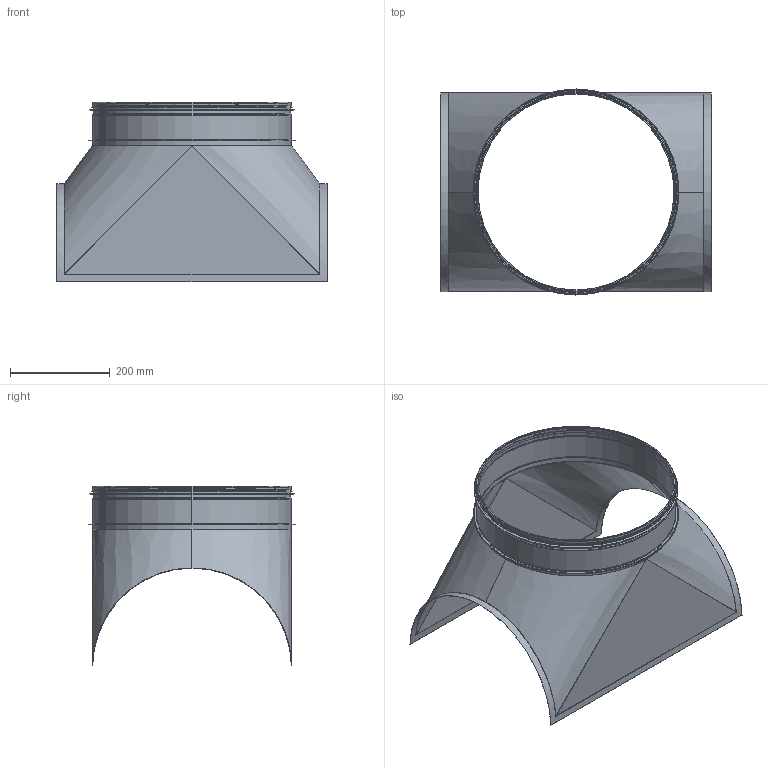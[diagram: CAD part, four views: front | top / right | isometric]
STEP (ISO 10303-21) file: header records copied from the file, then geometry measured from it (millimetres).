
FILE_DESCRIPTION((''),'2;1');
FILE_NAME('HPSR_400-400.stp','2014-02-24T12:46:28',(''),(''),'Autodesk Inventor 2013','Autodesk Inventor 2013','');
FILE_SCHEMA(('AUTOMOTIVE_DESIGN { 1 2 10303 214 0 1 1 1 }'));
Length unit declared in the file: millimetre
Products named in the file (5): HPSR_400-400; HPSRRörämne_400-400; StosMedFals-400; StosMedFalsRörämne-400; 999009
Assembly tree (4 placements, depth 3):
  HPSR_400-400
    HPSRRörämne_400-400
    StosMedFals-400
      StosMedFalsRörämne-400
      999009
Bounding box: 542 x 413.3 x 359.53 mm (x, y, z)
Volume: 293274.4 mm3; surface area: 1071283.9 mm2
Topology: 4 solids, 4 shells, 107 faces, 220 edges, 121 vertices
Faces by surface type: plane 53, cylinder 18, torus 18, bspline 12, cone 6
Full cylindrical faces by diameter (mm): 393 x1, 394 x1, 395.2 x1, 396.75 x1, 397.75 x1, 397.8 x5, 398.8 x2, 401.8 x1, 404.2 x1, 409.2 x1, 409.8 x1
Entity records: 3517 total; most frequent: CARTESIAN_POINT 1066, DIRECTION 488, ORIENTED_EDGE 406, EDGE_CURVE 203, AXIS2_PLACEMENT_3D 195, EDGE_LOOP 134, VERTEX_POINT 121, STYLED_ITEM 111
